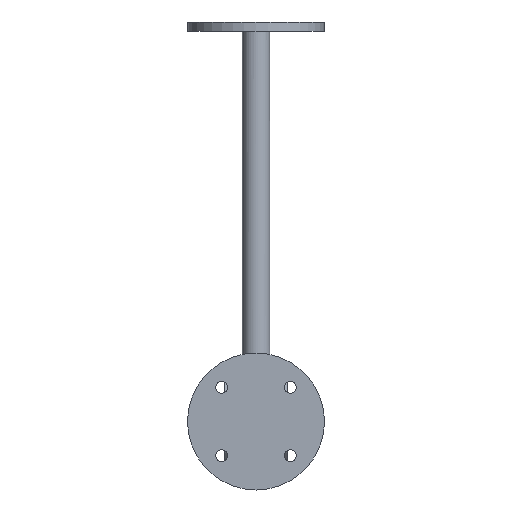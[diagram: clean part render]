
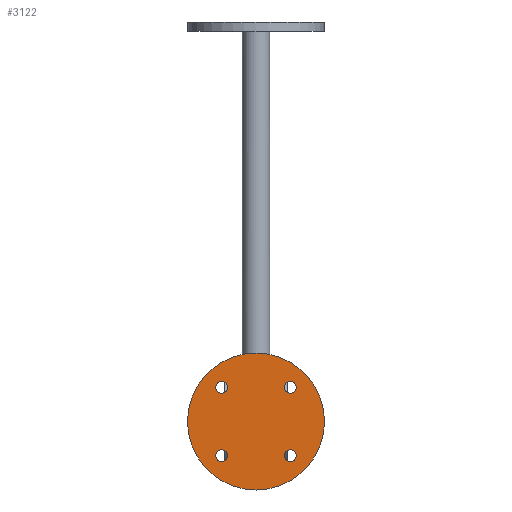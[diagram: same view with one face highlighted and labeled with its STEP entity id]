
A CAD part, front view. The second image highlights one B-rep face of the part: STEP entity #3122.
In plain terms, the highlighted planar face has unit normal (0, -1, 0).
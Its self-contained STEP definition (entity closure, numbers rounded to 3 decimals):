
#314 = ORIENTED_EDGE ( 'NONE', *, *, #4576, .T. ) ;
#348 = DIRECTION ( 'NONE',  ( 0., 0., 1. ) ) ;
#649 = DIRECTION ( 'NONE',  ( 0., 0., 1. ) ) ;
#653 = AXIS2_PLACEMENT_3D ( 'NONE', #7749, #5633, #348 ) ;
#682 = CARTESIAN_POINT ( 'NONE',  ( 0., 0., 0. ) ) ;
#1568 = VERTEX_POINT ( 'NONE', #8273 ) ;
#1602 = AXIS2_PLACEMENT_3D ( 'NONE', #12801, #4117, #4019 ) ;
#1671 = FACE_BOUND ( 'NONE', #12143, .T. ) ;
#1818 = CIRCLE ( 'NONE', #653, 2.6 ) ;
#1959 = AXIS2_PLACEMENT_3D ( 'NONE', #12670, #7123, #649 ) ;
#1996 = CARTESIAN_POINT ( 'NONE',  ( -15., 0., 15. ) ) ;
#2527 = FACE_BOUND ( 'NONE', #12712, .T. ) ;
#2887 = CARTESIAN_POINT ( 'NONE',  ( 15., 0., -12.4 ) ) ;
#3122 = ADVANCED_FACE ( 'NONE', ( #12025, #1671, #2527, #4392, #5912 ), #12612, .F. ) ;
#3207 = ORIENTED_EDGE ( 'NONE', *, *, #6204, .F. ) ;
#3435 = VERTEX_POINT ( 'NONE', #12528 ) ;
#4019 = DIRECTION ( 'NONE',  ( 0., 0., 1. ) ) ;
#4117 = DIRECTION ( 'NONE',  ( 0., 1., 0. ) ) ;
#4149 = CIRCLE ( 'NONE', #13437, 2.6 ) ;
#4392 = FACE_BOUND ( 'NONE', #12565, .T. ) ;
#4451 = VERTEX_POINT ( 'NONE', #2887 ) ;
#4510 = CIRCLE ( 'NONE', #9107, 30. ) ;
#4576 = EDGE_CURVE ( 'NONE', #13101, #13101, #1818, .T. ) ;
#4802 = CIRCLE ( 'NONE', #1602, 2.6 ) ;
#4879 = EDGE_LOOP ( 'NONE', ( #12935 ) ) ;
#5472 = VERTEX_POINT ( 'NONE', #5967 ) ;
#5633 = DIRECTION ( 'NONE',  ( 0., 1., 0. ) ) ;
#5912 = FACE_OUTER_BOUND ( 'NONE', #8101, .T. ) ;
#5967 = CARTESIAN_POINT ( 'NONE',  ( 15., 0., 17.6 ) ) ;
#6111 = ORIENTED_EDGE ( 'NONE', *, *, #13217, .T. ) ;
#6163 = CARTESIAN_POINT ( 'NONE',  ( -15., 0., -12.4 ) ) ;
#6204 = EDGE_CURVE ( 'NONE', #1568, #1568, #4510, .T. ) ;
#7123 = DIRECTION ( 'NONE',  ( 0., 1., 0. ) ) ;
#7749 = CARTESIAN_POINT ( 'NONE',  ( -15., 0., -15. ) ) ;
#8101 = EDGE_LOOP ( 'NONE', ( #3207 ) ) ;
#8115 = EDGE_CURVE ( 'NONE', #5472, #5472, #12974, .T. ) ;
#8265 = DIRECTION ( 'NONE',  ( 0., 1., 0. ) ) ;
#8273 = CARTESIAN_POINT ( 'NONE',  ( 0., 0., 30. ) ) ;
#8296 = DIRECTION ( 'NONE',  ( 0., 0., 1. ) ) ;
#9107 = AXIS2_PLACEMENT_3D ( 'NONE', #12595, #10443, #8296 ) ;
#9360 = DIRECTION ( 'NONE',  ( 0., 0., 1. ) ) ;
#10059 = EDGE_CURVE ( 'NONE', #4451, #4451, #4802, .T. ) ;
#10212 = AXIS2_PLACEMENT_3D ( 'NONE', #682, #8265, #9360 ) ;
#10443 = DIRECTION ( 'NONE',  ( 0., 1., 0. ) ) ;
#12025 = FACE_BOUND ( 'NONE', #4879, .T. ) ;
#12143 = EDGE_LOOP ( 'NONE', ( #13344 ) ) ;
#12528 = CARTESIAN_POINT ( 'NONE',  ( -15., 0., 17.6 ) ) ;
#12565 = EDGE_LOOP ( 'NONE', ( #6111 ) ) ;
#12595 = CARTESIAN_POINT ( 'NONE',  ( 0., 0., 0. ) ) ;
#12612 = PLANE ( 'NONE',  #10212 ) ;
#12670 = CARTESIAN_POINT ( 'NONE',  ( 15., 0., 15. ) ) ;
#12712 = EDGE_LOOP ( 'NONE', ( #314 ) ) ;
#12731 = DIRECTION ( 'NONE',  ( 0., 1., 0. ) ) ;
#12777 = DIRECTION ( 'NONE',  ( 0., 0., 1. ) ) ;
#12801 = CARTESIAN_POINT ( 'NONE',  ( 15., 0., -15. ) ) ;
#12935 = ORIENTED_EDGE ( 'NONE', *, *, #8115, .T. ) ;
#12974 = CIRCLE ( 'NONE', #1959, 2.6 ) ;
#13101 = VERTEX_POINT ( 'NONE', #6163 ) ;
#13217 = EDGE_CURVE ( 'NONE', #3435, #3435, #4149, .T. ) ;
#13344 = ORIENTED_EDGE ( 'NONE', *, *, #10059, .T. ) ;
#13437 = AXIS2_PLACEMENT_3D ( 'NONE', #1996, #12731, #12777 ) ;
